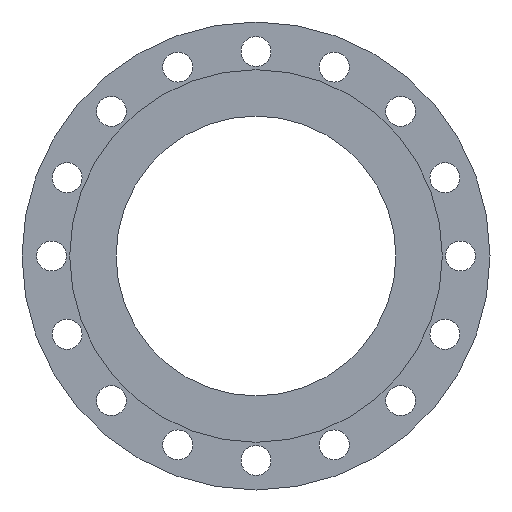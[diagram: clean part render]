
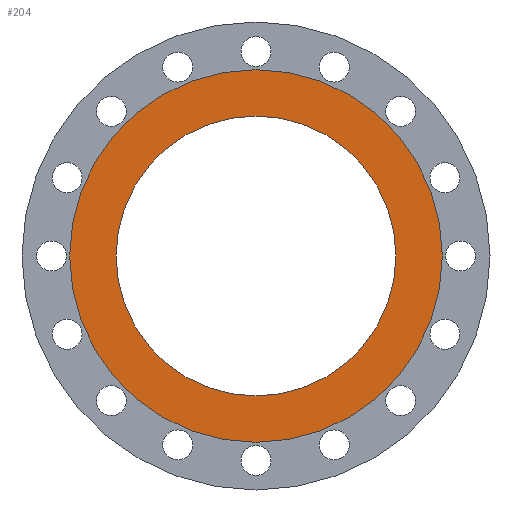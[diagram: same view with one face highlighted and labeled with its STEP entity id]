
A CAD part, front view. The second image highlights one B-rep face of the part: STEP entity #204.
In plain terms, the highlighted planar face has unit normal (0, -1, 0).
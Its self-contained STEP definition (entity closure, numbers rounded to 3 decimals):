
#17 = ORIENTED_EDGE ( 'NONE', *, *, #49, .F. ) ;
#29 = DIRECTION ( 'NONE',  ( 0., 1., 0. ) ) ;
#49 = EDGE_CURVE ( 'NONE', #540, #1278, #396, .T. ) ;
#81 = CARTESIAN_POINT ( 'NONE',  ( 0., 0., 153.95 ) ) ;
#83 = CIRCLE ( 'NONE', #576, 205. ) ;
#89 = DIRECTION ( 'NONE',  ( 0., 1., 0. ) ) ;
#136 = DIRECTION ( 'NONE',  ( 0., 0., 1. ) ) ;
#178 = AXIS2_PLACEMENT_3D ( 'NONE', #1642, #89, #316 ) ;
#204 = ADVANCED_FACE ( 'NONE', ( #475, #621 ), #215, .T. ) ;
#215 = PLANE ( 'NONE',  #497 ) ;
#249 = VERTEX_POINT ( 'NONE', #756 ) ;
#262 = CARTESIAN_POINT ( 'NONE',  ( 0., 0., 205. ) ) ;
#316 = DIRECTION ( 'NONE',  ( 0., 0., 1. ) ) ;
#375 = DIRECTION ( 'NONE',  ( 0., 1., 0. ) ) ;
#377 = DIRECTION ( 'NONE',  ( 0., 0., -1. ) ) ;
#396 = CIRCLE ( 'NONE', #1051, 205. ) ;
#408 = CARTESIAN_POINT ( 'NONE',  ( 0., 0., 0. ) ) ;
#428 = VERTEX_POINT ( 'NONE', #81 ) ;
#461 = EDGE_CURVE ( 'NONE', #428, #249, #1273, .T. ) ;
#470 = ORIENTED_EDGE ( 'NONE', *, *, #512, .T. ) ;
#475 = FACE_BOUND ( 'NONE', #904, .T. ) ;
#497 = AXIS2_PLACEMENT_3D ( 'NONE', #1147, #1385, #377 ) ;
#512 = EDGE_CURVE ( 'NONE', #249, #428, #591, .T. ) ;
#540 = VERTEX_POINT ( 'NONE', #262 ) ;
#558 = DIRECTION ( 'NONE',  ( 0., 0., 1. ) ) ;
#559 = ORIENTED_EDGE ( 'NONE', *, *, #788, .F. ) ;
#576 = AXIS2_PLACEMENT_3D ( 'NONE', #408, #29, #136 ) ;
#591 = CIRCLE ( 'NONE', #676, 153.95 ) ;
#621 = FACE_OUTER_BOUND ( 'NONE', #626, .T. ) ;
#626 = EDGE_LOOP ( 'NONE', ( #17, #559 ) ) ;
#676 = AXIS2_PLACEMENT_3D ( 'NONE', #1411, #375, #896 ) ;
#707 = DIRECTION ( 'NONE',  ( 0., 1., 0. ) ) ;
#754 = CARTESIAN_POINT ( 'NONE',  ( 0., 0., -205. ) ) ;
#756 = CARTESIAN_POINT ( 'NONE',  ( 0., 0., -153.95 ) ) ;
#788 = EDGE_CURVE ( 'NONE', #1278, #540, #83, .T. ) ;
#896 = DIRECTION ( 'NONE',  ( 0., 0., 1. ) ) ;
#904 = EDGE_LOOP ( 'NONE', ( #1220, #470 ) ) ;
#1051 = AXIS2_PLACEMENT_3D ( 'NONE', #1212, #707, #558 ) ;
#1147 = CARTESIAN_POINT ( 'NONE',  ( 0., 0., 153.95 ) ) ;
#1212 = CARTESIAN_POINT ( 'NONE',  ( 0., 0., 0. ) ) ;
#1220 = ORIENTED_EDGE ( 'NONE', *, *, #461, .T. ) ;
#1273 = CIRCLE ( 'NONE', #178, 153.95 ) ;
#1278 = VERTEX_POINT ( 'NONE', #754 ) ;
#1385 = DIRECTION ( 'NONE',  ( 0., -1., 0. ) ) ;
#1411 = CARTESIAN_POINT ( 'NONE',  ( 0., 0., 0. ) ) ;
#1642 = CARTESIAN_POINT ( 'NONE',  ( 0., 0., 0. ) ) ;
